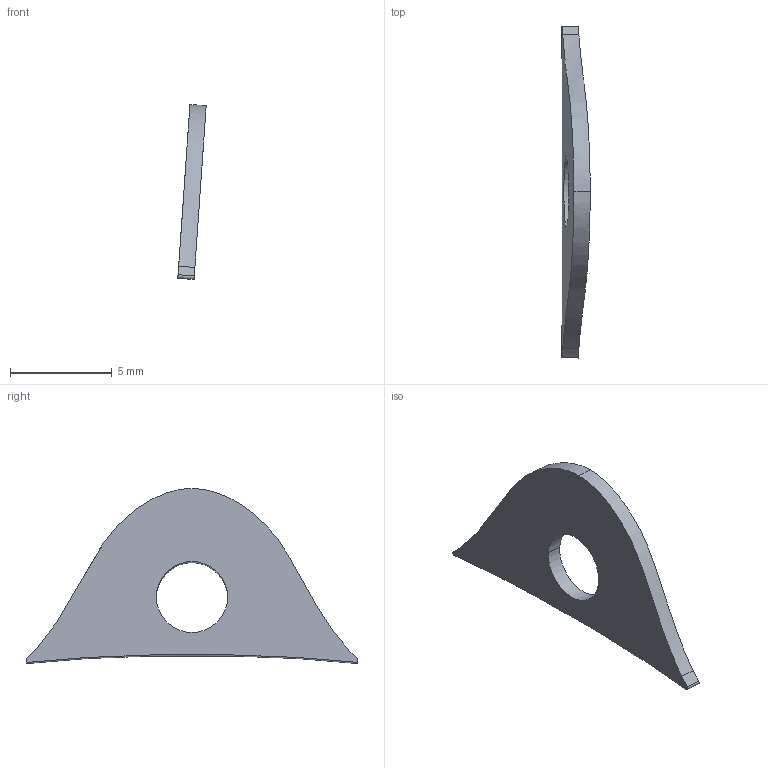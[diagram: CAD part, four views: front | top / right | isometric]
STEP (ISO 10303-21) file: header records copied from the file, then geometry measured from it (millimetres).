
FILE_DESCRIPTION((''),'2;1');
FILE_NAME('JIGUANGBOLI','2025-05-28T11:39:52',('lishuaijun5'),(''),'CREO PARAMETRIC BY PTC INC, 2020044','CREO PARAMETRIC BY PTC INC, 2020044','');
FILE_SCHEMA(('AUTOMOTIVE_DESIGN { 1 0 10303 214 1 1 1 1 }'));
Length unit declared in the file: millimetre
Products named in the file (1): JIGUANGBOLI
Bounding box: 1.4 x 16.34 x 8.61 mm (x, y, z)
Volume: 59.5 mm3; surface area: 190.2 mm2
Topology: 1 solids, 1 shells, 13 faces, 33 edges, 22 vertices
Faces by surface type: bspline 9, plane 2, cylinder 2
Entity records: 836 total; most frequent: CARTESIAN_POINT 487, ORIENTED_EDGE 66, DIRECTION 35, EDGE_CURVE 33, VERTEX_POINT 22, COLOUR_RGB 21, EDGE_LOOP 15, B_SPLINE_CURVE_WITH_KNOTS 14
